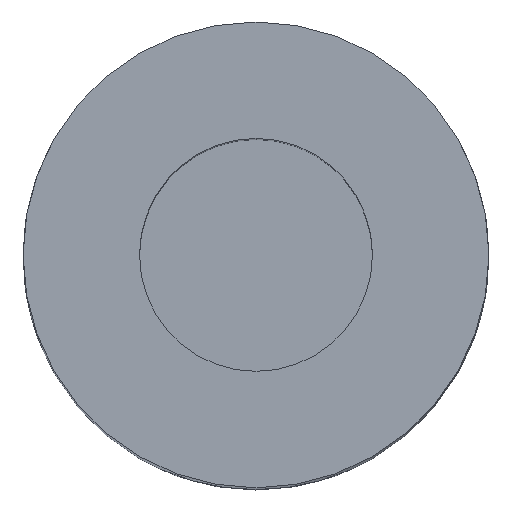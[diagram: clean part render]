
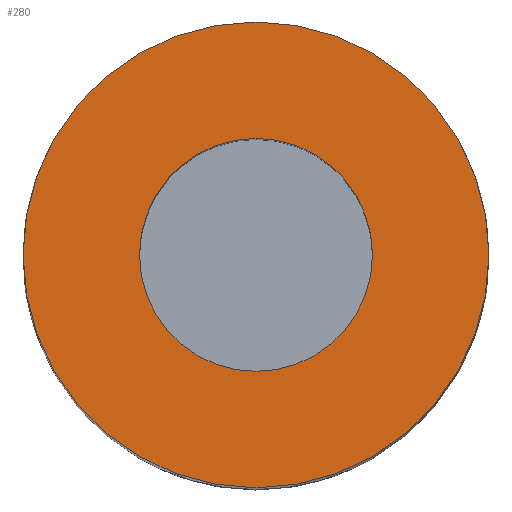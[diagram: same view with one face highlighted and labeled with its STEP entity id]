
A CAD part, top view. The second image highlights one B-rep face of the part: STEP entity #280.
In plain terms, the highlighted planar face has unit normal (0, 0, 1).
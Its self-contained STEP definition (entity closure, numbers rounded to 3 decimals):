
#10 = CARTESIAN_POINT ( 'NONE',  ( -6., 0., 65. ) ) ;
#40 = CARTESIAN_POINT ( 'NONE',  ( 0., 0., 65. ) ) ;
#43 = VERTEX_POINT ( 'NONE', #80 ) ;
#80 = CARTESIAN_POINT ( 'NONE',  ( -12., 0., 65. ) ) ;
#82 = FACE_OUTER_BOUND ( 'NONE', #152, .T. ) ;
#110 = DIRECTION ( 'NONE',  ( 0., 0., 1. ) ) ;
#136 = EDGE_CURVE ( 'NONE', #420, #460, #320, .T. ) ;
#145 = CIRCLE ( 'NONE', #200, 6. ) ;
#152 = EDGE_LOOP ( 'NONE', ( #671, #603 ) ) ;
#164 = VERTEX_POINT ( 'NONE', #640 ) ;
#177 = ORIENTED_EDGE ( 'NONE', *, *, #616, .F. ) ;
#188 = DIRECTION ( 'NONE',  ( 1., 0., 0. ) ) ;
#200 = AXIS2_PLACEMENT_3D ( 'NONE', #341, #110, #585 ) ;
#246 = EDGE_CURVE ( 'NONE', #43, #164, #572, .T. ) ;
#248 = CARTESIAN_POINT ( 'NONE',  ( 0., 0., 65. ) ) ;
#259 = DIRECTION ( 'NONE',  ( 1., 0., 0. ) ) ;
#262 = ORIENTED_EDGE ( 'NONE', *, *, #136, .F. ) ;
#280 = ADVANCED_FACE ( 'NONE', ( #311, #82 ), #298, .T. ) ;
#297 = DIRECTION ( 'NONE',  ( 0., 0., 1. ) ) ;
#298 = PLANE ( 'NONE',  #554 ) ;
#311 = FACE_BOUND ( 'NONE', #328, .T. ) ;
#320 = CIRCLE ( 'NONE', #461, 6. ) ;
#328 = EDGE_LOOP ( 'NONE', ( #177, #262 ) ) ;
#341 = CARTESIAN_POINT ( 'NONE',  ( 0., 0., 65. ) ) ;
#348 = CARTESIAN_POINT ( 'NONE',  ( 0., 0., 65. ) ) ;
#350 = DIRECTION ( 'NONE',  ( 0., 0., 1. ) ) ;
#375 = AXIS2_PLACEMENT_3D ( 'NONE', #511, #456, #664 ) ;
#405 = EDGE_CURVE ( 'NONE', #164, #43, #479, .T. ) ;
#420 = VERTEX_POINT ( 'NONE', #10 ) ;
#456 = DIRECTION ( 'NONE',  ( 0., 0., 1. ) ) ;
#460 = VERTEX_POINT ( 'NONE', #551 ) ;
#461 = AXIS2_PLACEMENT_3D ( 'NONE', #40, #574, #259 ) ;
#479 = CIRCLE ( 'NONE', #613, 12. ) ;
#511 = CARTESIAN_POINT ( 'NONE',  ( 0., 0., 65. ) ) ;
#551 = CARTESIAN_POINT ( 'NONE',  ( 6., 0., 65. ) ) ;
#554 = AXIS2_PLACEMENT_3D ( 'NONE', #248, #350, #188 ) ;
#572 = CIRCLE ( 'NONE', #375, 12. ) ;
#574 = DIRECTION ( 'NONE',  ( 0., 0., 1. ) ) ;
#585 = DIRECTION ( 'NONE',  ( 1., 0., 0. ) ) ;
#591 = DIRECTION ( 'NONE',  ( 1., 0., 0. ) ) ;
#603 = ORIENTED_EDGE ( 'NONE', *, *, #405, .T. ) ;
#613 = AXIS2_PLACEMENT_3D ( 'NONE', #348, #297, #591 ) ;
#616 = EDGE_CURVE ( 'NONE', #460, #420, #145, .T. ) ;
#640 = CARTESIAN_POINT ( 'NONE',  ( 12., 0., 65. ) ) ;
#664 = DIRECTION ( 'NONE',  ( 1., 0., 0. ) ) ;
#671 = ORIENTED_EDGE ( 'NONE', *, *, #246, .T. ) ;
